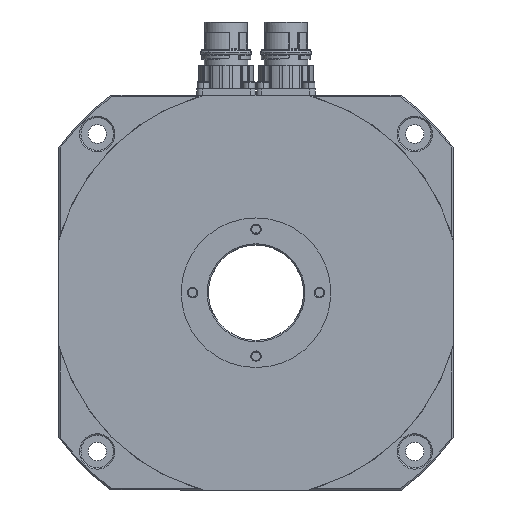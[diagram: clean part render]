
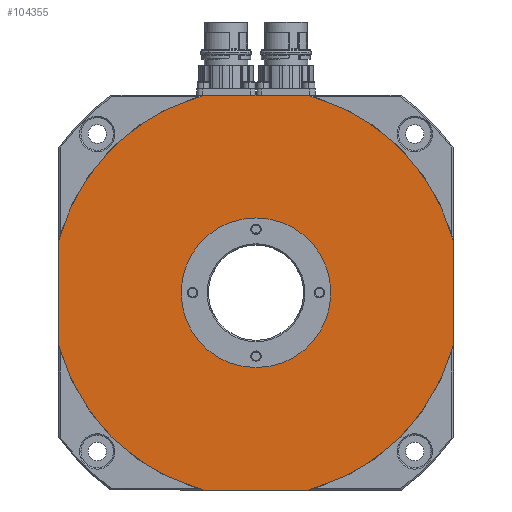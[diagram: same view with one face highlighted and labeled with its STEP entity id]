
A CAD part, left-side view. The second image highlights one B-rep face of the part: STEP entity #104355.
In plain terms, the highlighted planar face has unit normal (-1, 0, 0).
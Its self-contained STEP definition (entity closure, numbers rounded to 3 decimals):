
#2105 = EDGE_CURVE ( 'NONE', #21663, #72474, #18789, .T. ) ;
#4587 = VERTEX_POINT ( 'NONE', #75498 ) ;
#4822 = CARTESIAN_POINT ( 'NONE',  ( -56.5, 72.5, 72.5 ) ) ;
#5116 = PLANE ( 'NONE',  #64023 ) ;
#6784 = EDGE_CURVE ( 'NONE', #67869, #97211, #37557, .T. ) ;
#6911 = CARTESIAN_POINT ( 'NONE',  ( -56.5, 72.5, 72.5 ) ) ;
#9297 = ORIENTED_EDGE ( 'NONE', *, *, #6784, .T. ) ;
#9442 = EDGE_LOOP ( 'NONE', ( #15258, #59444 ) ) ;
#10131 = CARTESIAN_POINT ( 'NONE',  ( -56.5, 0., 0. ) ) ;
#10738 = ORIENTED_EDGE ( 'NONE', *, *, #86520, .T. ) ;
#10915 = LINE ( 'NONE', #53810, #33603 ) ;
#11170 = EDGE_LOOP ( 'NONE', ( #107333, #22842, #9297, #105529, #10738, #94611, #37553, #85117 ) ) ;
#11692 = CIRCLE ( 'NONE', #54450, 75. ) ;
#11773 = EDGE_CURVE ( 'NONE', #97211, #108334, #104629, .T. ) ;
#12038 = DIRECTION ( 'NONE',  ( -1., 0., 0. ) ) ;
#12683 = CARTESIAN_POINT ( 'NONE',  ( -56.5, 19.203, -72.5 ) ) ;
#13286 = AXIS2_PLACEMENT_3D ( 'NONE', #97330, #108066, #53525 ) ;
#15258 = ORIENTED_EDGE ( 'NONE', *, *, #115624, .F. ) ;
#17230 = DIRECTION ( 'NONE',  ( 0., 0., -1. ) ) ;
#17407 = DIRECTION ( 'NONE',  ( -1., 0., 0. ) ) ;
#18480 = DIRECTION ( 'NONE',  ( -1., 0., 0. ) ) ;
#18789 = LINE ( 'NONE', #4822, #85726 ) ;
#20022 = DIRECTION ( 'NONE',  ( 0., 0., 1. ) ) ;
#21663 = VERTEX_POINT ( 'NONE', #42401 ) ;
#22741 = VERTEX_POINT ( 'NONE', #99781 ) ;
#22842 = ORIENTED_EDGE ( 'NONE', *, *, #100614, .T. ) ;
#24649 = CARTESIAN_POINT ( 'NONE',  ( -56.5, 0., 0. ) ) ;
#28817 = LINE ( 'NONE', #102486, #117050 ) ;
#32435 = EDGE_CURVE ( 'NONE', #4587, #78605, #28817, .T. ) ;
#33603 = VECTOR ( 'NONE', #90800, 1000. ) ;
#36762 = DIRECTION ( 'NONE',  ( 0., 0., 1. ) ) ;
#37553 = ORIENTED_EDGE ( 'NONE', *, *, #32435, .T. ) ;
#37557 = LINE ( 'NONE', #6911, #73192 ) ;
#42401 = CARTESIAN_POINT ( 'NONE',  ( -56.5, -19.203, 72.5 ) ) ;
#42422 = CARTESIAN_POINT ( 'NONE',  ( -56.5, 19.203, 72.5 ) ) ;
#45517 = CARTESIAN_POINT ( 'NONE',  ( -56.5, 0., 0. ) ) ;
#48582 = CIRCLE ( 'NONE', #69489, 75. ) ;
#49820 = DIRECTION ( 'NONE',  ( 0., 1., 0. ) ) ;
#49905 = DIRECTION ( 'NONE',  ( -1., 0., 0. ) ) ;
#50215 = EDGE_CURVE ( 'NONE', #78605, #21663, #114881, .T. ) ;
#52434 = AXIS2_PLACEMENT_3D ( 'NONE', #10131, #18480, #36762 ) ;
#52521 = AXIS2_PLACEMENT_3D ( 'NONE', #103134, #12038, #20022 ) ;
#53525 = DIRECTION ( 'NONE',  ( 0., 0., 1. ) ) ;
#53810 = CARTESIAN_POINT ( 'NONE',  ( -56.5, 72.5, -72.5 ) ) ;
#54008 = DIRECTION ( 'NONE',  ( 0., 0., 1. ) ) ;
#54450 = AXIS2_PLACEMENT_3D ( 'NONE', #58580, #86849, #95958 ) ;
#54622 = FACE_BOUND ( 'NONE', #9442, .T. ) ;
#57513 = DIRECTION ( 'NONE',  ( 0., 0., 1. ) ) ;
#58580 = CARTESIAN_POINT ( 'NONE',  ( -56.5, 0., 0. ) ) ;
#59444 = ORIENTED_EDGE ( 'NONE', *, *, #97543, .F. ) ;
#64023 = AXIS2_PLACEMENT_3D ( 'NONE', #24649, #17407, #54008 ) ;
#64822 = VERTEX_POINT ( 'NONE', #111095 ) ;
#67869 = VERTEX_POINT ( 'NONE', #71376 ) ;
#69489 = AXIS2_PLACEMENT_3D ( 'NONE', #45517, #108794, #90484 ) ;
#71376 = CARTESIAN_POINT ( 'NONE',  ( -56.5, 72.5, 19.203 ) ) ;
#72474 = VERTEX_POINT ( 'NONE', #42422 ) ;
#73192 = VECTOR ( 'NONE', #17230, 1000. ) ;
#75498 = CARTESIAN_POINT ( 'NONE',  ( -56.5, -72.5, -19.203 ) ) ;
#78605 = VERTEX_POINT ( 'NONE', #116373 ) ;
#80037 = EDGE_CURVE ( 'NONE', #64822, #4587, #48582, .T. ) ;
#82025 = CIRCLE ( 'NONE', #52521, 27.5 ) ;
#83454 = CARTESIAN_POINT ( 'NONE',  ( -56.5, 72.5, -19.203 ) ) ;
#85117 = ORIENTED_EDGE ( 'NONE', *, *, #50215, .T. ) ;
#85726 = VECTOR ( 'NONE', #49820, 1000. ) ;
#86520 = EDGE_CURVE ( 'NONE', #108334, #64822, #10915, .T. ) ;
#86849 = DIRECTION ( 'NONE',  ( -1., 0., 0. ) ) ;
#88201 = CARTESIAN_POINT ( 'NONE',  ( -56.5, 0., -27.5 ) ) ;
#90484 = DIRECTION ( 'NONE',  ( 0., 0., 1. ) ) ;
#90800 = DIRECTION ( 'NONE',  ( 0., -1., 0. ) ) ;
#93407 = VERTEX_POINT ( 'NONE', #88201 ) ;
#94611 = ORIENTED_EDGE ( 'NONE', *, *, #80037, .T. ) ;
#95560 = CIRCLE ( 'NONE', #13286, 27.5 ) ;
#95958 = DIRECTION ( 'NONE',  ( 0., 0., 1. ) ) ;
#97211 = VERTEX_POINT ( 'NONE', #83454 ) ;
#97330 = CARTESIAN_POINT ( 'NONE',  ( -56.5, 0., 0. ) ) ;
#97543 = EDGE_CURVE ( 'NONE', #22741, #93407, #82025, .T. ) ;
#99781 = CARTESIAN_POINT ( 'NONE',  ( -56.5, 0., 27.5 ) ) ;
#100614 = EDGE_CURVE ( 'NONE', #72474, #67869, #11692, .T. ) ;
#102486 = CARTESIAN_POINT ( 'NONE',  ( -56.5, -72.5, 72.5 ) ) ;
#103134 = CARTESIAN_POINT ( 'NONE',  ( -56.5, 0., 0. ) ) ;
#104355 = ADVANCED_FACE ( 'NONE', ( #114490, #54622 ), #5116, .T. ) ;
#104417 = CARTESIAN_POINT ( 'NONE',  ( -56.5, 0., 0. ) ) ;
#104629 = CIRCLE ( 'NONE', #110802, 75. ) ;
#105529 = ORIENTED_EDGE ( 'NONE', *, *, #11773, .T. ) ;
#107333 = ORIENTED_EDGE ( 'NONE', *, *, #2105, .T. ) ;
#108066 = DIRECTION ( 'NONE',  ( -1., 0., 0. ) ) ;
#108334 = VERTEX_POINT ( 'NONE', #12683 ) ;
#108794 = DIRECTION ( 'NONE',  ( -1., 0., 0. ) ) ;
#110802 = AXIS2_PLACEMENT_3D ( 'NONE', #104417, #49905, #113588 ) ;
#111095 = CARTESIAN_POINT ( 'NONE',  ( -56.5, -19.203, -72.5 ) ) ;
#113588 = DIRECTION ( 'NONE',  ( 0., 0., 1. ) ) ;
#114490 = FACE_OUTER_BOUND ( 'NONE', #11170, .T. ) ;
#114881 = CIRCLE ( 'NONE', #52434, 75. ) ;
#115624 = EDGE_CURVE ( 'NONE', #93407, #22741, #95560, .T. ) ;
#116373 = CARTESIAN_POINT ( 'NONE',  ( -56.5, -72.5, 19.203 ) ) ;
#117050 = VECTOR ( 'NONE', #57513, 1000. ) ;
